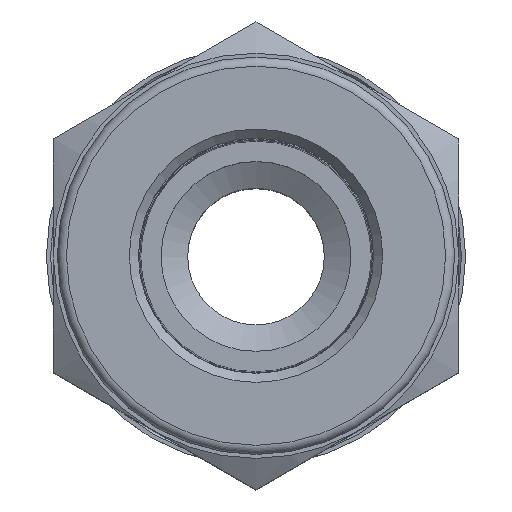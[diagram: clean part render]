
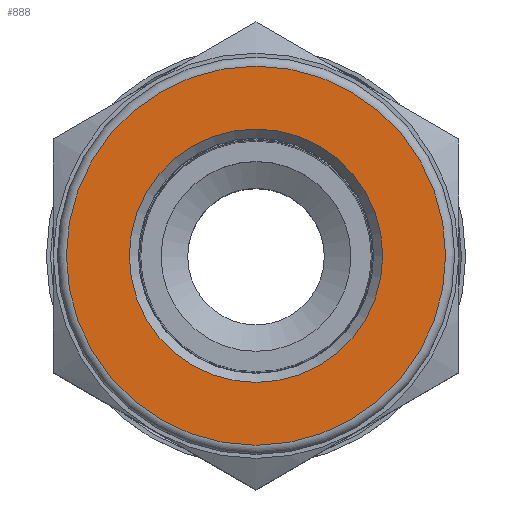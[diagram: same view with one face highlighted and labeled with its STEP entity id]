
A CAD part, top view. The second image highlights one B-rep face of the part: STEP entity #888.
In plain terms, the highlighted planar face has unit normal (0, 0, 1).
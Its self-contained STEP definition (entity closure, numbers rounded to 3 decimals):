
#55=FACE_BOUND('',#206,.T.);
#85=CIRCLE('',#990,6.95);
#86=CIRCLE('',#992,10.4);
#141=FACE_OUTER_BOUND('',#205,.T.);
#205=EDGE_LOOP('',(#690));
#206=EDGE_LOOP('',(#691));
#412=VERTEX_POINT('',#1495);
#413=VERTEX_POINT('',#1499);
#514=EDGE_CURVE('',#412,#412,#85,.T.);
#515=EDGE_CURVE('',#413,#413,#86,.T.);
#690=ORIENTED_EDGE('',*,*,#515,.F.);
#691=ORIENTED_EDGE('',*,*,#514,.T.);
#849=PLANE('',#991);
#888=ADVANCED_FACE('',(#141,#55),#849,.T.);
#990=AXIS2_PLACEMENT_3D('',#1497,#1173,#1174);
#991=AXIS2_PLACEMENT_3D('',#1498,#1175,#1176);
#992=AXIS2_PLACEMENT_3D('',#1500,#1177,#1178);
#1173=DIRECTION('center_axis',(0.,0.,-1.));
#1174=DIRECTION('ref_axis',(1.,0.,0.));
#1175=DIRECTION('center_axis',(0.,0.,1.));
#1176=DIRECTION('ref_axis',(1.,0.,0.));
#1177=DIRECTION('center_axis',(0.,0.,-1.));
#1178=DIRECTION('ref_axis',(1.,0.,0.));
#1495=CARTESIAN_POINT('',(0.,-6.95,44.203));
#1497=CARTESIAN_POINT('Origin',(0.,0.,44.203));
#1498=CARTESIAN_POINT('Origin',(0.,10.4,44.203));
#1499=CARTESIAN_POINT('',(10.4,0.,44.203));
#1500=CARTESIAN_POINT('Origin',(0.,0.,44.203));
